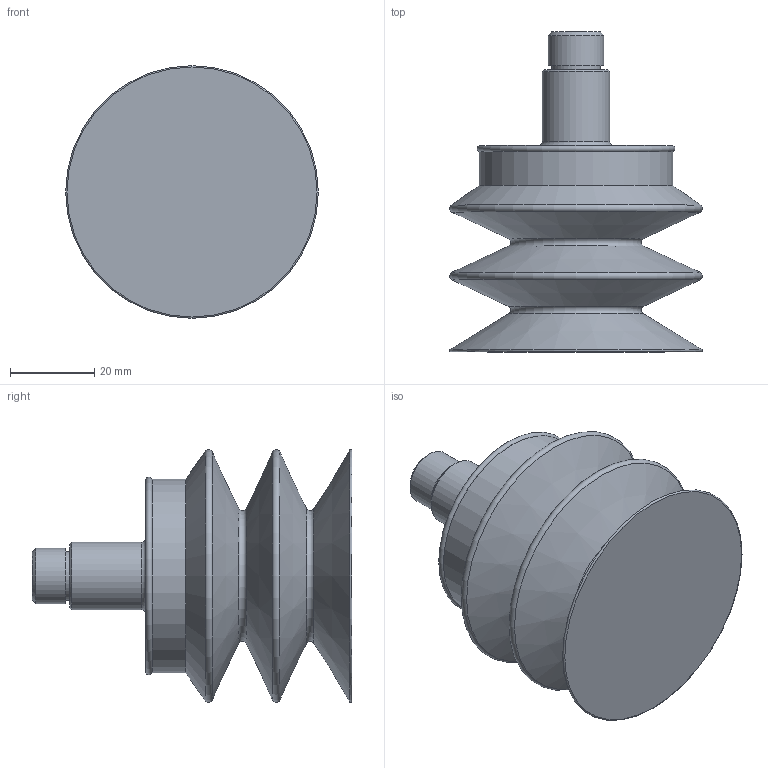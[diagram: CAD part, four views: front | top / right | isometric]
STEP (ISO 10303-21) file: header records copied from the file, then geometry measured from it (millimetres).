
FILE_DESCRIPTION(/* description */ (''),/* implementation_level */ '2;1');
FILE_NAME(/* name */ 'vf60cn_rac23r1-4m.stp',/* time_stamp */ '2020-09-25T08:07:58+02:00',/* author */ ('enginyeria'),/* organization */ (''),/* preprocessor_version */ 'ST-DEVELOPER v17.2',/* originating_system */ 'Autodesk Inventor 2019',/* authorisation */ '');
FILE_SCHEMA (('CONFIG_CONTROL_DESIGN'));
Length unit declared in the file: millimetre
Products named in the file (1): vf60cn_rac23r1-4m
Bounding box: 60.02 x 76 x 60.02 mm (x, y, z)
Volume: 90448.4 mm3; surface area: 18766.7 mm2
Topology: 1 solids, 1 shells, 27 faces, 81 edges, 61 vertices
Faces by surface type: cone 8, plane 7, torus 7, cylinder 5
Full cylindrical faces by diameter (mm): 6.5 x1, 11.44 x1, 13.16 x1, 16 x1, 46 x1
Entity records: 1085 total; most frequent: DIRECTION 205, CARTESIAN_POINT 170, ORIENTED_EDGE 162, AXIS2_PLACEMENT_3D 96, EDGE_CURVE 81, CIRCLE 68, VERTEX_POINT 61, EDGE_LOOP 32
